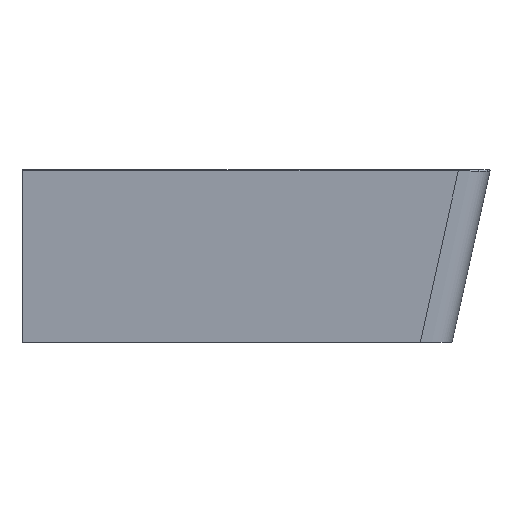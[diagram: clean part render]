
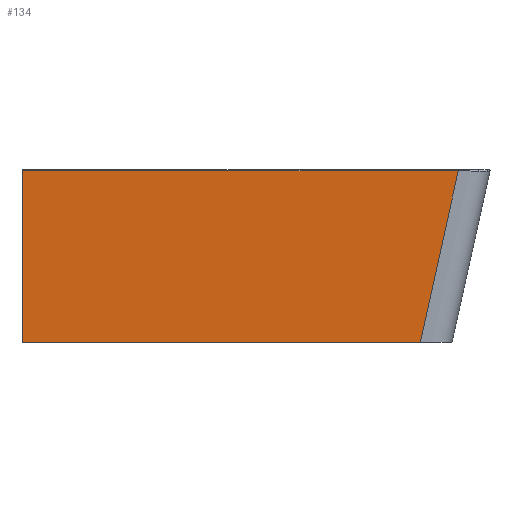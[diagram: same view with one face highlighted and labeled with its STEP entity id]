
A CAD part, front view. The second image highlights one B-rep face of the part: STEP entity #134.
In plain terms, the highlighted planar face has unit normal (0, -0.998, -0.07).
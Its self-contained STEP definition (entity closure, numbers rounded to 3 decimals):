
#134=ADVANCED_FACE('',(#379),#3729,.T.);
#379=FACE_OUTER_BOUND('',#625,.T.);
#625=EDGE_LOOP('',(#1348,#1349,#1350,#1351,#1352));
#1348=ORIENTED_EDGE('',*,*,#2352,.F.);
#1349=ORIENTED_EDGE('',*,*,#2353,.F.);
#1350=ORIENTED_EDGE('',*,*,#2354,.F.);
#1351=ORIENTED_EDGE('',*,*,#2355,.F.);
#1352=ORIENTED_EDGE('',*,*,#2358,.F.);
#2352=EDGE_CURVE('',#3516,#3515,#2935,.T.);
#2353=EDGE_CURVE('',#3533,#3516,#2936,.T.);
#2354=EDGE_CURVE('',#3562,#3533,#2937,.T.);
#2355=EDGE_CURVE('',#3561,#3562,#2938,.T.);
#2358=EDGE_CURVE('',#3515,#3561,#2941,.T.);
#2935=B_SPLINE_CURVE_WITH_KNOTS('',3,(#69689,#69690,#69691,#69692,#69693,
#69694,#69695,#69696,#69697,#69698,#69699,#69700,#69701,#69702,#69703,#69704),
 .UNSPECIFIED.,.F.,.F.,(4,2,2,2,2,2,2,4),(-1318.121,-1153.356,
-988.591,-659.061,-329.53,-164.765,
-82.383,0.),.UNSPECIFIED.);
#2936=B_SPLINE_CURVE_WITH_KNOTS('',3,(#69705,#69706,#69707,#69708,#69709,
#69710,#69711,#69712,#69713,#69714,#69715,#69716,#69717,#69718),
 .UNSPECIFIED.,.F.,.F.,(4,2,2,2,2,2,4),(-171.257,-149.849,
-128.442,-107.035,-85.628,-42.814,
0.),.UNSPECIFIED.);
#2937=B_SPLINE_CURVE_WITH_KNOTS('',1,(#69719,#69720),.UNSPECIFIED.,.F.,
 .F.,(2,2),(-588.533,0.),.UNSPECIFIED.);
#2938=B_SPLINE_CURVE_WITH_KNOTS('',1,(#69721,#69722),.UNSPECIFIED.,.F.,
 .F.,(2,2),(-1359.454,0.),.UNSPECIFIED.);
#2941=B_SPLINE_CURVE_WITH_KNOTS('',3,(#69731,#69732,#69733,#69734),
 .UNSPECIFIED.,.F.,.F.,(4,4),(0.,601.661),.UNSPECIFIED.);
#3515=VERTEX_POINT('',#61695);
#3516=VERTEX_POINT('',#61696);
#3533=VERTEX_POINT('',#61713);
#3561=VERTEX_POINT('',#61741);
#3562=VERTEX_POINT('',#61742);
#3729=PLANE('',#4012);
#4012=AXIS2_PLACEMENT_3D('',#26113,#4068,$);
#4068=DIRECTION('',(0.,-0.998,-0.07));
#26113=CARTESIAN_POINT('',(-146.937,-654.833,-58.71));
#61695=CARTESIAN_POINT('',(1491.374,-699.918,586.035));
#61696=CARTESIAN_POINT('',(173.252,-699.919,586.038));
#61713=CARTESIAN_POINT('',(2.,-699.993,587.1));
#61741=CARTESIAN_POINT('',(1361.454,-658.939,0.));
#61742=CARTESIAN_POINT('',(2.,-658.939,0.));
#69689=CARTESIAN_POINT('',(173.252,-699.919,586.038));
#69690=CARTESIAN_POINT('',(228.174,-699.918,586.031));
#69691=CARTESIAN_POINT('',(283.096,-699.918,586.033));
#69692=CARTESIAN_POINT('',(392.939,-699.918,586.033));
#69693=CARTESIAN_POINT('',(447.861,-699.918,586.033));
#69694=CARTESIAN_POINT('',(612.626,-699.918,586.034));
#69695=CARTESIAN_POINT('',(722.469,-699.918,586.034));
#69696=CARTESIAN_POINT('',(942.156,-699.918,586.034));
#69697=CARTESIAN_POINT('',(1052.,-699.918,586.034));
#69698=CARTESIAN_POINT('',(1216.765,-699.918,586.033));
#69699=CARTESIAN_POINT('',(1271.687,-699.918,586.033));
#69700=CARTESIAN_POINT('',(1354.069,-699.918,586.033));
#69701=CARTESIAN_POINT('',(1381.53,-699.918,586.033));
#69702=CARTESIAN_POINT('',(1436.452,-699.918,586.033));
#69703=CARTESIAN_POINT('',(1463.913,-699.918,586.032));
#69704=CARTESIAN_POINT('',(1491.374,-699.918,586.035));
#69705=CARTESIAN_POINT('',(2.,-699.993,587.1));
#69706=CARTESIAN_POINT('',(9.135,-699.985,586.99));
#69707=CARTESIAN_POINT('',(16.27,-699.979,586.903));
#69708=CARTESIAN_POINT('',(30.541,-699.969,586.766));
#69709=CARTESIAN_POINT('',(37.676,-699.966,586.711));
#69710=CARTESIAN_POINT('',(51.947,-699.958,586.607));
#69711=CARTESIAN_POINT('',(59.083,-699.955,586.559));
#69712=CARTESIAN_POINT('',(73.354,-699.948,586.459));
#69713=CARTESIAN_POINT('',(80.489,-699.945,586.409));
#69714=CARTESIAN_POINT('',(101.896,-699.934,586.256));
#69715=CARTESIAN_POINT('',(116.167,-699.927,586.155));
#69716=CARTESIAN_POINT('',(144.709,-699.919,586.046));
#69717=CARTESIAN_POINT('',(158.981,-699.919,586.04));
#69718=CARTESIAN_POINT('',(173.252,-699.919,586.038));
#69719=CARTESIAN_POINT('',(2.,-658.939,0.));
#69720=CARTESIAN_POINT('',(2.,-699.993,587.1));
#69721=CARTESIAN_POINT('',(1361.454,-658.939,0.));
#69722=CARTESIAN_POINT('',(2.,-658.939,0.));
#69731=CARTESIAN_POINT('',(1491.374,-699.918,586.035));
#69732=CARTESIAN_POINT('',(1448.067,-686.259,390.69));
#69733=CARTESIAN_POINT('',(1404.761,-672.599,195.345));
#69734=CARTESIAN_POINT('',(1361.454,-658.939,0.));
